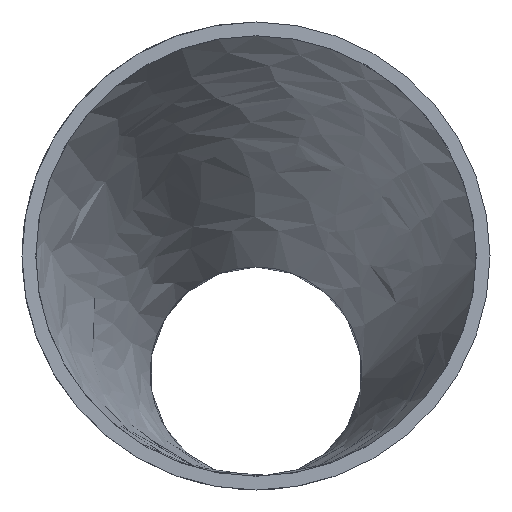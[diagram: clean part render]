
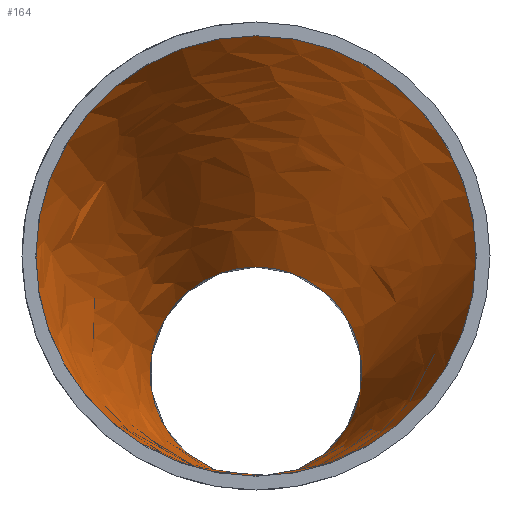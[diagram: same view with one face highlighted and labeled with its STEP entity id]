
A CAD part, left-side view. The second image highlights one B-rep face of the part: STEP entity #164.
In plain terms, the highlighted free-form (B-spline) face has degree [1, 2] with [2, 9] control points.
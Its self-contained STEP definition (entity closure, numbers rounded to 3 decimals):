
#32=FACE_OUTER_BOUND('',#40,.T.);
#40=EDGE_LOOP('',(#112,#113,#114,#115,#116,#117,#118,#119,#120,#121));
#49=B_SPLINE_CURVE_WITH_KNOTS('',1,(#296,#297),.UNSPECIFIED.,.F.,.F.,(2,
2),(0.009,2.5),.UNSPECIFIED.);
#51=CIRCLE('',#192,23.9);
#52=CIRCLE('',#193,23.9);
#53=CIRCLE('',#194,11.502);
#54=CIRCLE('',#195,11.502);
#55=CIRCLE('',#196,11.502);
#56=CIRCLE('',#197,11.502);
#57=CIRCLE('',#198,23.9);
#58=CIRCLE('',#199,23.9);
#69=VERTEX_POINT('',#290);
#70=VERTEX_POINT('',#291);
#71=VERTEX_POINT('',#293);
#72=VERTEX_POINT('',#295);
#73=VERTEX_POINT('',#298);
#74=VERTEX_POINT('',#300);
#75=VERTEX_POINT('',#302);
#76=VERTEX_POINT('',#305);
#87=EDGE_CURVE('',#69,#70,#51,.T.);
#88=EDGE_CURVE('',#71,#69,#52,.T.);
#89=EDGE_CURVE('',#71,#72,#49,.T.);
#90=EDGE_CURVE('',#72,#73,#53,.T.);
#91=EDGE_CURVE('',#73,#74,#54,.T.);
#92=EDGE_CURVE('',#74,#75,#55,.T.);
#93=EDGE_CURVE('',#75,#72,#56,.T.);
#94=EDGE_CURVE('',#76,#71,#57,.T.);
#95=EDGE_CURVE('',#70,#76,#58,.T.);
#112=ORIENTED_EDGE('',*,*,#87,.F.);
#113=ORIENTED_EDGE('',*,*,#88,.F.);
#114=ORIENTED_EDGE('',*,*,#89,.T.);
#115=ORIENTED_EDGE('',*,*,#90,.T.);
#116=ORIENTED_EDGE('',*,*,#91,.T.);
#117=ORIENTED_EDGE('',*,*,#92,.T.);
#118=ORIENTED_EDGE('',*,*,#93,.T.);
#119=ORIENTED_EDGE('',*,*,#89,.F.);
#120=ORIENTED_EDGE('',*,*,#94,.F.);
#121=ORIENTED_EDGE('',*,*,#95,.F.);
#162=(
BOUNDED_SURFACE()
B_SPLINE_SURFACE(1,2,((#272,#273,#274,#275,#276,#277,#278,#279,#280),(#281,
#282,#283,#284,#285,#286,#287,#288,#289)),.UNSPECIFIED.,.F.,.T.,.F.)
B_SPLINE_SURFACE_WITH_KNOTS((2,2),(3,2,2,2,3),(-0.213,2.599),
(-3.142,-1.571,0.,1.571,3.142),
 .UNSPECIFIED.)
GEOMETRIC_REPRESENTATION_ITEM()
RATIONAL_B_SPLINE_SURFACE(((1.,0.707,1.,0.707,1.,
0.707,1.,0.707,1.),(1.,0.707,1.,0.707,
1.,0.707,1.,0.707,1.)))
REPRESENTATION_ITEM('')
SURFACE()
);
#164=ADVANCED_FACE('',(#32),#162,.T.);
#192=AXIS2_PLACEMENT_3D('',#292,#218,#219);
#193=AXIS2_PLACEMENT_3D('',#294,#220,#221);
#194=AXIS2_PLACEMENT_3D('',#299,#222,#223);
#195=AXIS2_PLACEMENT_3D('',#301,#224,#225);
#196=AXIS2_PLACEMENT_3D('',#303,#226,#227);
#197=AXIS2_PLACEMENT_3D('',#304,#228,#229);
#198=AXIS2_PLACEMENT_3D('',#306,#230,#231);
#199=AXIS2_PLACEMENT_3D('',#307,#232,#233);
#218=DIRECTION('center_axis',(1.,0.,0.));
#219=DIRECTION('ref_axis',(0.,0.,-1.));
#220=DIRECTION('center_axis',(1.,0.,0.));
#221=DIRECTION('ref_axis',(0.,0.,-1.));
#222=DIRECTION('center_axis',(1.,0.,0.));
#223=DIRECTION('ref_axis',(0.,0.,-1.));
#224=DIRECTION('center_axis',(1.,0.,0.));
#225=DIRECTION('ref_axis',(0.,0.,-1.));
#226=DIRECTION('center_axis',(1.,0.,0.));
#227=DIRECTION('ref_axis',(0.,0.,-1.));
#228=DIRECTION('center_axis',(1.,0.,0.));
#229=DIRECTION('ref_axis',(0.,0.,-1.));
#230=DIRECTION('center_axis',(1.,0.,0.));
#231=DIRECTION('ref_axis',(0.,0.,-1.));
#232=DIRECTION('center_axis',(1.,0.,0.));
#233=DIRECTION('ref_axis',(0.,0.,-1.));
#272=CARTESIAN_POINT('Ctrl Pts',(-0.089,-24.982,
0.027));
#273=CARTESIAN_POINT('Ctrl Pts',(-5.178,-24.982,-23.846));
#274=CARTESIAN_POINT('Ctrl Pts',(-5.178,0.,
-23.846));
#275=CARTESIAN_POINT('Ctrl Pts',(-5.178,24.982,-23.846));
#276=CARTESIAN_POINT('Ctrl Pts',(-0.089,24.982,0.027));
#277=CARTESIAN_POINT('Ctrl Pts',(5.,24.982,23.9));
#278=CARTESIAN_POINT('Ctrl Pts',(5.,0.,
23.9));
#279=CARTESIAN_POINT('Ctrl Pts',(5.,-24.982,23.9));
#280=CARTESIAN_POINT('Ctrl Pts',(-0.089,-24.982,
0.027));
#281=CARTESIAN_POINT('Ctrl Pts',(64.261,-11.,-13.691));
#282=CARTESIAN_POINT('Ctrl Pts',(62.021,-11.,-24.202));
#283=CARTESIAN_POINT('Ctrl Pts',(62.021,0.,
-24.202));
#284=CARTESIAN_POINT('Ctrl Pts',(62.021,11.,-24.202));
#285=CARTESIAN_POINT('Ctrl Pts',(64.261,11.,-13.691));
#286=CARTESIAN_POINT('Ctrl Pts',(66.502,11.,-3.18));
#287=CARTESIAN_POINT('Ctrl Pts',(66.502,0.,
-3.18));
#288=CARTESIAN_POINT('Ctrl Pts',(66.502,-11.,-3.18));
#289=CARTESIAN_POINT('Ctrl Pts',(64.261,-11.,-13.691));
#290=CARTESIAN_POINT('',(5.,-5.183,-23.331));
#291=CARTESIAN_POINT('',(5.,5.183,-23.331));
#292=CARTESIAN_POINT('Origin',(5.,0.,0.));
#293=CARTESIAN_POINT('',(5.,-23.877,-1.058));
#294=CARTESIAN_POINT('Origin',(5.,0.,0.));
#295=CARTESIAN_POINT('',(62.,-11.491,-13.209));
#296=CARTESIAN_POINT('Ctrl Pts',(5.,-23.877,-1.058));
#297=CARTESIAN_POINT('Ctrl Pts',(62.,-11.491,-13.209));
#298=CARTESIAN_POINT('',(62.,-2.596,-23.905));
#299=CARTESIAN_POINT('Origin',(62.,0.,-12.7));
#300=CARTESIAN_POINT('',(62.,2.596,-23.905));
#301=CARTESIAN_POINT('Origin',(62.,0.,-12.7));
#302=CARTESIAN_POINT('',(62.,0.,-1.198));
#303=CARTESIAN_POINT('Origin',(62.,0.,-12.7));
#304=CARTESIAN_POINT('Origin',(62.,0.,-12.7));
#305=CARTESIAN_POINT('',(5.,0.,23.9));
#306=CARTESIAN_POINT('Origin',(5.,0.,0.));
#307=CARTESIAN_POINT('Origin',(5.,0.,0.));
